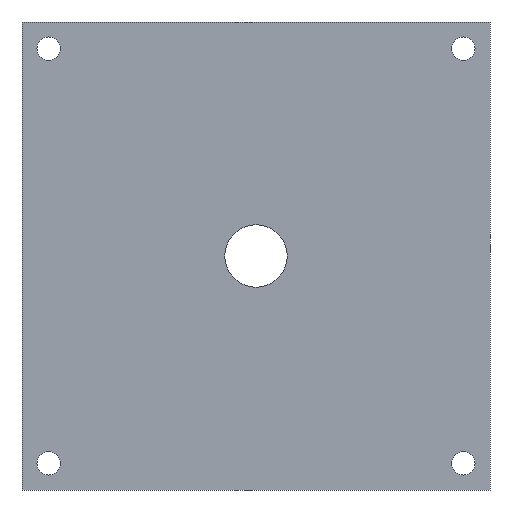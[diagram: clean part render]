
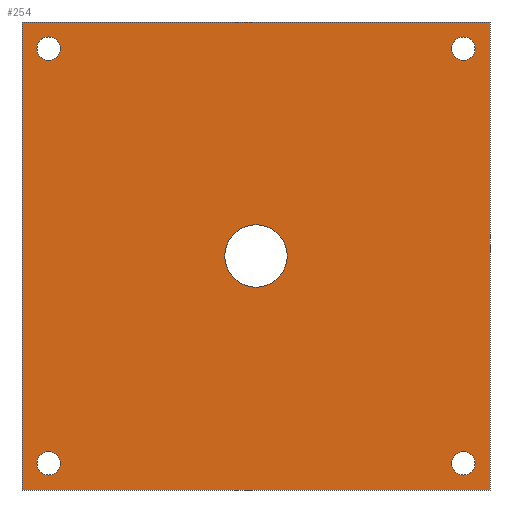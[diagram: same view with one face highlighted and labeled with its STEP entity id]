
A CAD part, front view. The second image highlights one B-rep face of the part: STEP entity #254.
In plain terms, the highlighted planar face has unit normal (0, -1, 0).
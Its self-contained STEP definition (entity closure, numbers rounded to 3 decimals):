
#5 = CARTESIAN_POINT ( 'NONE',  ( 0., 0., 0. ) ) ;
#7 = DIRECTION ( 'NONE',  ( 0., 1., 0. ) ) ;
#11 = DIRECTION ( 'NONE',  ( 0., 1., 0. ) ) ;
#18 = VERTEX_POINT ( 'NONE', #282 ) ;
#20 = DIRECTION ( 'NONE',  ( 0., 1., 0. ) ) ;
#24 = EDGE_CURVE ( 'NONE', #193, #163, #604, .T. ) ;
#38 = AXIS2_PLACEMENT_3D ( 'NONE', #46, #561, #236 ) ;
#39 = ORIENTED_EDGE ( 'NONE', *, *, #474, .T. ) ;
#43 = VERTEX_POINT ( 'NONE', #563 ) ;
#46 = CARTESIAN_POINT ( 'NONE',  ( 0., 0., 0. ) ) ;
#49 = EDGE_CURVE ( 'NONE', #176, #415, #376, .T. ) ;
#52 = AXIS2_PLACEMENT_3D ( 'NONE', #484, #531, #527 ) ;
#57 = VECTOR ( 'NONE', #535, 1000. ) ;
#58 = CARTESIAN_POINT ( 'NONE',  ( -132.936, 0., 125.436 ) ) ;
#63 = AXIS2_PLACEMENT_3D ( 'NONE', #324, #472, #375 ) ;
#67 = ORIENTED_EDGE ( 'NONE', *, *, #77, .T. ) ;
#71 = VERTEX_POINT ( 'NONE', #575 ) ;
#77 = EDGE_CURVE ( 'NONE', #319, #370, #466, .T. ) ;
#79 = CIRCLE ( 'NONE', #432, 7.5 ) ;
#81 = ORIENTED_EDGE ( 'NONE', *, *, #222, .T. ) ;
#82 = EDGE_CURVE ( 'NONE', #361, #175, #235, .T. ) ;
#84 = ORIENTED_EDGE ( 'NONE', *, *, #49, .F. ) ;
#85 = ORIENTED_EDGE ( 'NONE', *, *, #360, .T. ) ;
#91 = DIRECTION ( 'NONE',  ( 0., 1., 0. ) ) ;
#99 = CARTESIAN_POINT ( 'NONE',  ( 0., 0., 20. ) ) ;
#102 = CARTESIAN_POINT ( 'NONE',  ( -150., 0., 150. ) ) ;
#106 = DIRECTION ( 'NONE',  ( 0., 0., 1. ) ) ;
#107 = CARTESIAN_POINT ( 'NONE',  ( -132.936, 0., -125.436 ) ) ;
#119 = DIRECTION ( 'NONE',  ( 0., 0., 1. ) ) ;
#120 = CIRCLE ( 'NONE', #408, 20. ) ;
#126 = VERTEX_POINT ( 'NONE', #99 ) ;
#131 = CARTESIAN_POINT ( 'NONE',  ( 132.936, 0., 132.936 ) ) ;
#132 = PLANE ( 'NONE',  #322 ) ;
#142 = CARTESIAN_POINT ( 'NONE',  ( -150., 0., -150. ) ) ;
#143 = FACE_BOUND ( 'NONE', #311, .T. ) ;
#144 = CARTESIAN_POINT ( 'NONE',  ( -132.936, 0., 132.936 ) ) ;
#151 = CARTESIAN_POINT ( 'NONE',  ( -132.936, 0., -132.936 ) ) ;
#163 = VERTEX_POINT ( 'NONE', #58 ) ;
#175 = VERTEX_POINT ( 'NONE', #382 ) ;
#176 = VERTEX_POINT ( 'NONE', #371 ) ;
#177 = FACE_BOUND ( 'NONE', #224, .T. ) ;
#179 = ORIENTED_EDGE ( 'NONE', *, *, #24, .T. ) ;
#185 = DIRECTION ( 'NONE',  ( 0., -1., 0. ) ) ;
#190 = AXIS2_PLACEMENT_3D ( 'NONE', #131, #91, #228 ) ;
#193 = VERTEX_POINT ( 'NONE', #478 ) ;
#222 = EDGE_CURVE ( 'NONE', #71, #126, #346, .T. ) ;
#224 = EDGE_LOOP ( 'NONE', ( #464, #507 ) ) ;
#225 = DIRECTION ( 'NONE',  ( -1., 0., 0. ) ) ;
#228 = DIRECTION ( 'NONE',  ( 0., 0., 1. ) ) ;
#235 = CIRCLE ( 'NONE', #52, 7.5 ) ;
#236 = DIRECTION ( 'NONE',  ( 0., 0., 1. ) ) ;
#240 = FACE_BOUND ( 'NONE', #554, .T. ) ;
#242 = VECTOR ( 'NONE', #225, 1000. ) ;
#245 = LINE ( 'NONE', #332, #57 ) ;
#251 = DIRECTION ( 'NONE',  ( 0., 0., 1. ) ) ;
#253 = CIRCLE ( 'NONE', #369, 7.5 ) ;
#254 = ADVANCED_FACE ( 'NONE', ( #568, #177, #281, #240, #143, #559 ), #132, .T. ) ;
#257 = ORIENTED_EDGE ( 'NONE', *, *, #469, .F. ) ;
#272 = CIRCLE ( 'NONE', #190, 7.5 ) ;
#276 = EDGE_CURVE ( 'NONE', #603, #43, #488, .T. ) ;
#281 = FACE_OUTER_BOUND ( 'NONE', #481, .T. ) ;
#282 = CARTESIAN_POINT ( 'NONE',  ( 150., 0., -150. ) ) ;
#283 = LINE ( 'NONE', #142, #242 ) ;
#287 = DIRECTION ( 'NONE',  ( 0., 0., -1. ) ) ;
#288 = DIRECTION ( 'NONE',  ( 0., 1., 0. ) ) ;
#298 = CARTESIAN_POINT ( 'NONE',  ( 132.936, 0., -140.436 ) ) ;
#310 = CARTESIAN_POINT ( 'NONE',  ( 132.936, 0., -125.436 ) ) ;
#311 = EDGE_LOOP ( 'NONE', ( #321, #67 ) ) ;
#316 = EDGE_CURVE ( 'NONE', #586, #176, #574, .T. ) ;
#318 = CIRCLE ( 'NONE', #493, 7.5 ) ;
#319 = VERTEX_POINT ( 'NONE', #310 ) ;
#321 = ORIENTED_EDGE ( 'NONE', *, *, #499, .T. ) ;
#322 = AXIS2_PLACEMENT_3D ( 'NONE', #5, #185, #287 ) ;
#324 = CARTESIAN_POINT ( 'NONE',  ( -132.936, 0., -132.936 ) ) ;
#332 = CARTESIAN_POINT ( 'NONE',  ( 150., 0., 150. ) ) ;
#336 = DIRECTION ( 'NONE',  ( 0., 0., 1. ) ) ;
#337 = DIRECTION ( 'NONE',  ( 0., 0., 1. ) ) ;
#346 = CIRCLE ( 'NONE', #38, 20. ) ;
#360 = EDGE_CURVE ( 'NONE', #126, #71, #120, .T. ) ;
#361 = VERTEX_POINT ( 'NONE', #399 ) ;
#363 = ORIENTED_EDGE ( 'NONE', *, *, #556, .F. ) ;
#365 = DIRECTION ( 'NONE',  ( 0., 1., 0. ) ) ;
#369 = AXIS2_PLACEMENT_3D ( 'NONE', #392, #20, #336 ) ;
#370 = VERTEX_POINT ( 'NONE', #298 ) ;
#371 = CARTESIAN_POINT ( 'NONE',  ( -150., 0., 150. ) ) ;
#375 = DIRECTION ( 'NONE',  ( 0., 0., 1. ) ) ;
#376 = LINE ( 'NONE', #102, #597 ) ;
#382 = CARTESIAN_POINT ( 'NONE',  ( 132.936, 0., 125.436 ) ) ;
#385 = VECTOR ( 'NONE', #119, 1000. ) ;
#392 = CARTESIAN_POINT ( 'NONE',  ( 132.936, 0., -132.936 ) ) ;
#399 = CARTESIAN_POINT ( 'NONE',  ( 132.936, 0., 140.436 ) ) ;
#408 = AXIS2_PLACEMENT_3D ( 'NONE', #545, #500, #337 ) ;
#415 = VERTEX_POINT ( 'NONE', #491 ) ;
#416 = CARTESIAN_POINT ( 'NONE',  ( -132.936, 0., 132.936 ) ) ;
#432 = AXIS2_PLACEMENT_3D ( 'NONE', #416, #365, #512 ) ;
#436 = CARTESIAN_POINT ( 'NONE',  ( -150., 0., 150. ) ) ;
#457 = ORIENTED_EDGE ( 'NONE', *, *, #82, .T. ) ;
#462 = EDGE_CURVE ( 'NONE', #175, #361, #272, .T. ) ;
#464 = ORIENTED_EDGE ( 'NONE', *, *, #515, .T. ) ;
#466 = CIRCLE ( 'NONE', #587, 7.5 ) ;
#469 = EDGE_CURVE ( 'NONE', #18, #586, #283, .T. ) ;
#472 = DIRECTION ( 'NONE',  ( 0., 1., 0. ) ) ;
#474 = EDGE_CURVE ( 'NONE', #163, #193, #79, .T. ) ;
#478 = CARTESIAN_POINT ( 'NONE',  ( -132.936, 0., 140.436 ) ) ;
#481 = EDGE_LOOP ( 'NONE', ( #363, #84, #551, #257 ) ) ;
#484 = CARTESIAN_POINT ( 'NONE',  ( 132.936, 0., 132.936 ) ) ;
#488 = CIRCLE ( 'NONE', #63, 7.5 ) ;
#491 = CARTESIAN_POINT ( 'NONE',  ( 150., 0., 150. ) ) ;
#493 = AXIS2_PLACEMENT_3D ( 'NONE', #151, #11, #251 ) ;
#499 = EDGE_CURVE ( 'NONE', #370, #319, #253, .T. ) ;
#500 = DIRECTION ( 'NONE',  ( 0., 1., 0. ) ) ;
#504 = AXIS2_PLACEMENT_3D ( 'NONE', #144, #288, #520 ) ;
#507 = ORIENTED_EDGE ( 'NONE', *, *, #276, .T. ) ;
#510 = EDGE_LOOP ( 'NONE', ( #39, #179 ) ) ;
#512 = DIRECTION ( 'NONE',  ( 0., 0., 1. ) ) ;
#515 = EDGE_CURVE ( 'NONE', #43, #603, #318, .T. ) ;
#520 = DIRECTION ( 'NONE',  ( 0., 0., 1. ) ) ;
#527 = DIRECTION ( 'NONE',  ( 0., 0., 1. ) ) ;
#531 = DIRECTION ( 'NONE',  ( 0., 1., 0. ) ) ;
#534 = CARTESIAN_POINT ( 'NONE',  ( 132.936, 0., -132.936 ) ) ;
#535 = DIRECTION ( 'NONE',  ( 0., 0., -1. ) ) ;
#544 = EDGE_LOOP ( 'NONE', ( #548, #457 ) ) ;
#545 = CARTESIAN_POINT ( 'NONE',  ( 0., 0., 0. ) ) ;
#548 = ORIENTED_EDGE ( 'NONE', *, *, #462, .T. ) ;
#551 = ORIENTED_EDGE ( 'NONE', *, *, #316, .F. ) ;
#554 = EDGE_LOOP ( 'NONE', ( #81, #85 ) ) ;
#556 = EDGE_CURVE ( 'NONE', #415, #18, #245, .T. ) ;
#559 = FACE_BOUND ( 'NONE', #510, .T. ) ;
#561 = DIRECTION ( 'NONE',  ( 0., 1., 0. ) ) ;
#563 = CARTESIAN_POINT ( 'NONE',  ( -132.936, 0., -140.436 ) ) ;
#565 = DIRECTION ( 'NONE',  ( 1., 0., 0. ) ) ;
#568 = FACE_BOUND ( 'NONE', #544, .T. ) ;
#573 = CARTESIAN_POINT ( 'NONE',  ( -150., 0., -150. ) ) ;
#574 = LINE ( 'NONE', #436, #385 ) ;
#575 = CARTESIAN_POINT ( 'NONE',  ( 0., 0., -20. ) ) ;
#586 = VERTEX_POINT ( 'NONE', #573 ) ;
#587 = AXIS2_PLACEMENT_3D ( 'NONE', #534, #7, #106 ) ;
#597 = VECTOR ( 'NONE', #565, 1000. ) ;
#603 = VERTEX_POINT ( 'NONE', #107 ) ;
#604 = CIRCLE ( 'NONE', #504, 7.5 ) ;
